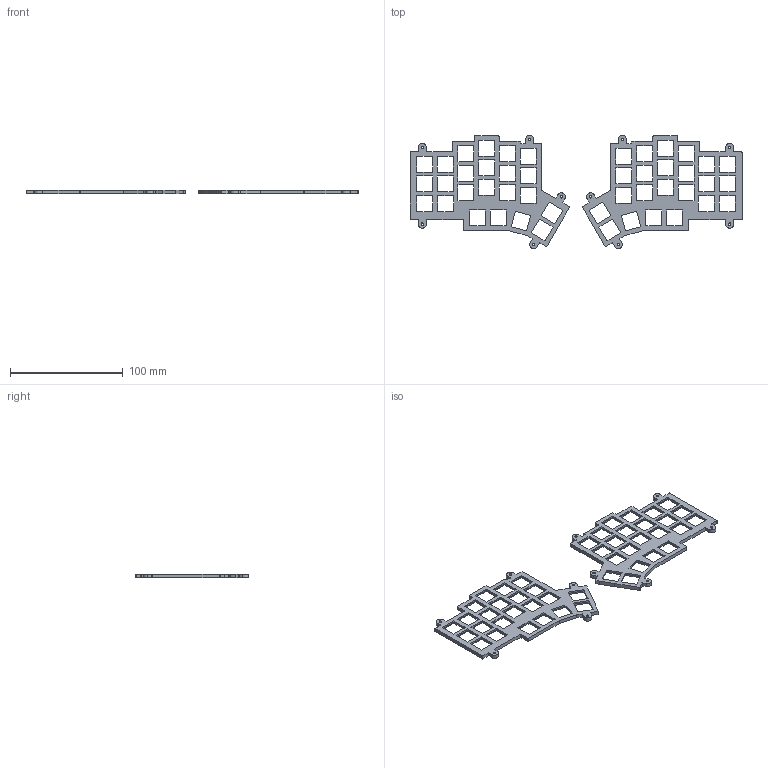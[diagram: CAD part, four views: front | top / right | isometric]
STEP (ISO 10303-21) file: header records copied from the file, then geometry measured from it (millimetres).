
FILE_DESCRIPTION(/* description */ (''),/* implementation_level */ '2;1');
FILE_NAME(/* name */ 'VOID Ergo S choc - plates v1.step',/* time_stamp */ '2023-12-30T20:12:32+01:00',/* author */ (''),/* organization */ (''),/* preprocessor_version */ 'ST-DEVELOPER v20',/* originating_system */ 'Autodesk Translation Framework v12.14.0.127',/* authorisation */ '');
FILE_SCHEMA (('AUTOMOTIVE_DESIGN { 1 0 10303 214 3 1 1 }'));
Length unit declared in the file: millimetre
Products named in the file (1): VOID Ergo S choc- plates
Bounding box: 295 x 100.59 x 3.4 mm (x, y, z)
Volume: 28062.3 mm3; surface area: 33054.5 mm2
Topology: 2 solids, 2 shells, 560 faces, 1530 edges, 1020 vertices
Faces by surface type: plane 488, cylinder 72
Full cylindrical faces by diameter (mm): 2.2 x10
Entity records: 17741 total; most frequent: CARTESIAN_POINT 3111, ORIENTED_EDGE 3060, DIRECTION 2796, EDGE_CURVE 1530, LINE 1386, VECTOR 1386, VERTEX_POINT 1020, EDGE_LOOP 718
